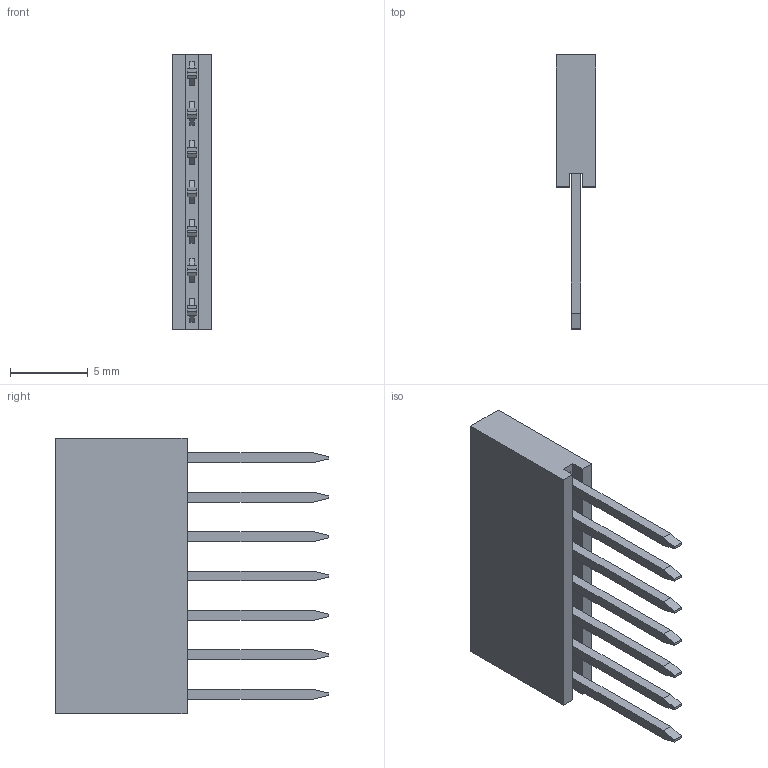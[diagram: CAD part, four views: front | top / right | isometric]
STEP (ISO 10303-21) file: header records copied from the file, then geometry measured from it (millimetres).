
FILE_DESCRIPTION (( 'STEP AP214' ), '1' );
FILE_NAME ('1x7.STEP', '2019-03-31T20:03:40', ( '' ), ( '' ), 'SwSTEP 2.0', 'SolidWorks 2014', '' );
FILE_SCHEMA (( 'AUTOMOTIVE_DESIGN' ));
Length unit declared in the file: millimetre
Products named in the file (1): 1x7
Bounding box: 2.54 x 17.64 x 17.78 mm (x, y, z)
Volume: 388.7 mm3; surface area: 1045.9 mm2
Topology: 8 solids, 8 shells, 248 faces, 668 edges, 436 vertices
Faces by surface type: plane 241, cylinder 7
Entity records: 9929 total; most frequent: CARTESIAN_POINT 1353, ORIENTED_EDGE 1336, DIRECTION 1180, EDGE_CURVE 668, VECTOR 654, LINE 654, VERTEX_POINT 436, AXIS2_PLACEMENT_3D 263
